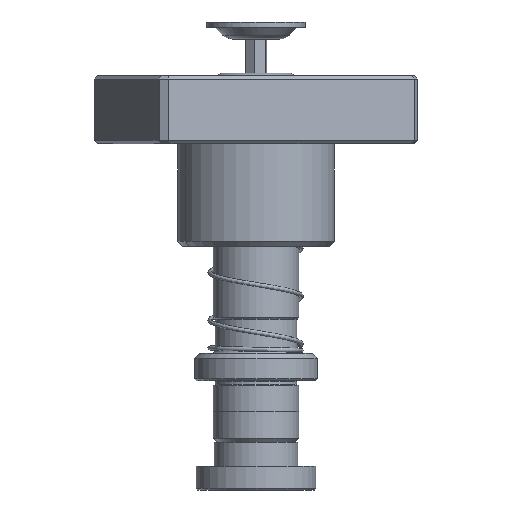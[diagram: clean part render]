
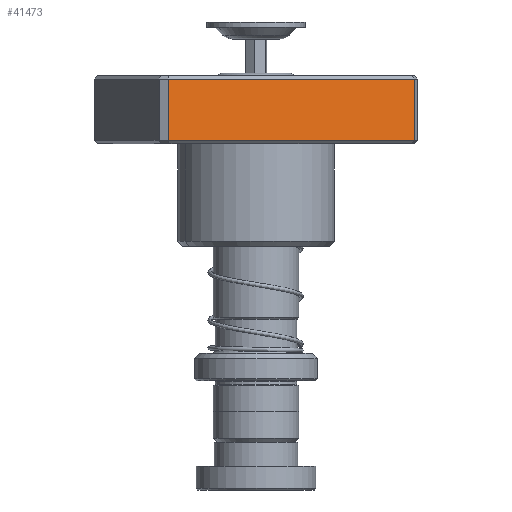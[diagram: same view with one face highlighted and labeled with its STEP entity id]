
A CAD part, front view. The second image highlights one B-rep face of the part: STEP entity #41473.
In plain terms, the highlighted face is planar.
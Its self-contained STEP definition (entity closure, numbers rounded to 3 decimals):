
#215 = VECTOR ( 'NONE', #13929, 1000. ) ;
#1076 = VECTOR ( 'NONE', #38785, 1000. ) ;
#3366 = EDGE_LOOP ( 'NONE', ( #19492, #22572, #43629, #42496 ) ) ;
#9513 = AXIS2_PLACEMENT_3D ( 'NONE', #19022, #44232, #44084 ) ;
#10236 = EDGE_CURVE ( 'NONE', #40889, #39850, #35679, .T. ) ;
#10324 = EDGE_CURVE ( 'NONE', #22462, #40889, #35135, .T. ) ;
#11874 = CARTESIAN_POINT ( 'NONE',  ( -40., -24., 1. ) ) ;
#13929 = DIRECTION ( 'NONE',  ( -1., 0., 0. ) ) ;
#17203 = CARTESIAN_POINT ( 'NONE',  ( 40., -24., 20. ) ) ;
#18332 = CARTESIAN_POINT ( 'NONE',  ( -40., -24., 19. ) ) ;
#19022 = CARTESIAN_POINT ( 'NONE',  ( -40., -24., 20. ) ) ;
#19287 = FACE_OUTER_BOUND ( 'NONE', #3366, .T. ) ;
#19492 = ORIENTED_EDGE ( 'NONE', *, *, #10236, .T. ) ;
#22343 = VECTOR ( 'NONE', #25616, 1000. ) ;
#22462 = VERTEX_POINT ( 'NONE', #25155 ) ;
#22572 = ORIENTED_EDGE ( 'NONE', *, *, #24453, .T. ) ;
#24453 = EDGE_CURVE ( 'NONE', #39850, #25393, #39261, .T. ) ;
#24989 = VECTOR ( 'NONE', #31707, 1000. ) ;
#25155 = CARTESIAN_POINT ( 'NONE',  ( 40., -24., 19. ) ) ;
#25393 = VERTEX_POINT ( 'NONE', #46124 ) ;
#25525 = CARTESIAN_POINT ( 'NONE',  ( -40., -24., 1. ) ) ;
#25616 = DIRECTION ( 'NONE',  ( 1., 0., 0. ) ) ;
#28265 = CARTESIAN_POINT ( 'NONE',  ( -40., -24., 19. ) ) ;
#31461 = EDGE_CURVE ( 'NONE', #22462, #25393, #41023, .T. ) ;
#31707 = DIRECTION ( 'NONE',  ( 0., 0., -1. ) ) ;
#35135 = LINE ( 'NONE', #28265, #215 ) ;
#35679 = LINE ( 'NONE', #42919, #24989 ) ;
#38785 = DIRECTION ( 'NONE',  ( 0., 0., -1. ) ) ;
#39261 = LINE ( 'NONE', #11874, #22343 ) ;
#39850 = VERTEX_POINT ( 'NONE', #25525 ) ;
#40605 = PLANE ( 'NONE',  #9513 ) ;
#40889 = VERTEX_POINT ( 'NONE', #18332 ) ;
#41023 = LINE ( 'NONE', #17203, #1076 ) ;
#41473 = ADVANCED_FACE ( 'NONE', ( #19287 ), #40605, .F. ) ;
#42496 = ORIENTED_EDGE ( 'NONE', *, *, #10324, .T. ) ;
#42919 = CARTESIAN_POINT ( 'NONE',  ( -40., -24., 20. ) ) ;
#43629 = ORIENTED_EDGE ( 'NONE', *, *, #31461, .F. ) ;
#44084 = DIRECTION ( 'NONE',  ( 0., 0., 1. ) ) ;
#44232 = DIRECTION ( 'NONE',  ( 0., 1., 0. ) ) ;
#46124 = CARTESIAN_POINT ( 'NONE',  ( 40., -24., 1. ) ) ;
